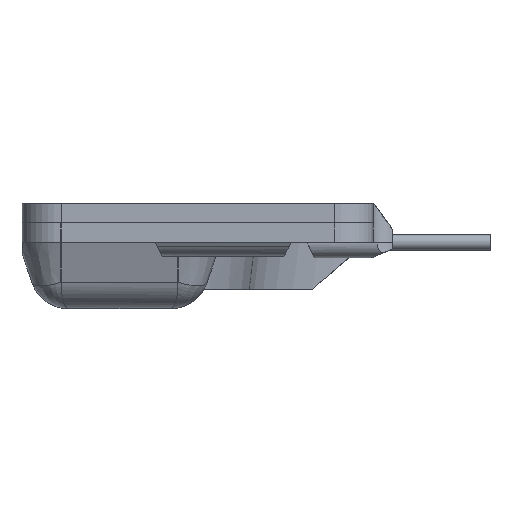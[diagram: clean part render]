
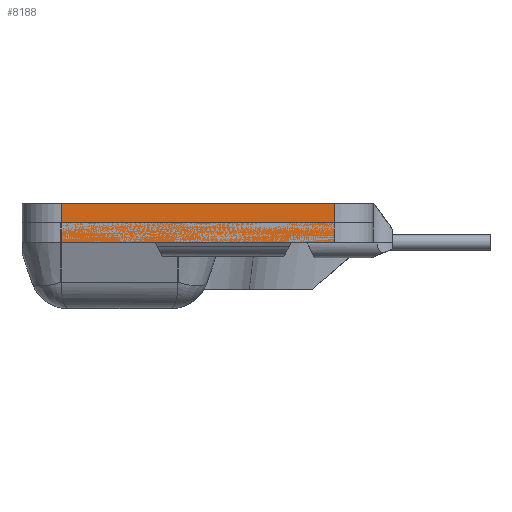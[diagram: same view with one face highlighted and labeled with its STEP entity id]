
A CAD part, left-side view. The second image highlights one B-rep face of the part: STEP entity #8188.
In plain terms, the highlighted planar face has unit normal (1, 0, 0).
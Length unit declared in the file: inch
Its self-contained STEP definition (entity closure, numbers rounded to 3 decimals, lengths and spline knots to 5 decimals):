
#182 = CARTESIAN_POINT ( 'NONE',  ( -1.45275, 0.79091, 0.10473 ) ) ;
#183 = DIRECTION ( 'NONE',  ( 0., 0., 1. ) ) ;
#457 = CARTESIAN_POINT ( 'NONE',  ( -1.45275, 0.44091, 0.15473 ) ) ;
#458 = DIRECTION ( 'NONE',  ( 0., -1., 0. ) ) ;
#791 = CARTESIAN_POINT ( 'NONE',  ( -1.45275, 0.44091, 0.05473 ) ) ;
#792 = DIRECTION ( 'NONE',  ( 0., 1., 0. ) ) ;
#2512 = VECTOR ( 'NONE', #183, 39.37008 ) ;
#2541 = VECTOR ( 'NONE', #458, 39.37008 ) ;
#7266 = CARTESIAN_POINT ( 'NONE',  ( -1.45275, 0.79091, 0.15473 ) ) ;
#8179 = EDGE_CURVE ( 'NONE', #14165, #14093, #13218, .T. ) ;
#8188 = ADVANCED_FACE ( 'NONE', ( #13225 ), #10024, .T. ) ;
#8231 = EDGE_CURVE ( 'NONE', #14164, #12181, #13252, .T. ) ;
#8259 = EDGE_CURVE ( 'NONE', #12181, #14165, #13272, .T. ) ;
#8288 = EDGE_CURVE ( 'NONE', #14093, #14164, #13301, .T. ) ;
#8804 = CARTESIAN_POINT ( 'NONE',  ( -1.45275, 0.09091, 0.05473 ) ) ;
#8875 = CARTESIAN_POINT ( 'NONE',  ( -1.45275, 0.79091, 0.05473 ) ) ;
#8876 = CARTESIAN_POINT ( 'NONE',  ( -1.45275, 0.09091, 0.15473 ) ) ;
#9703 = VECTOR ( 'NONE', #14622, 39.37008 ) ;
#9742 = AXIS2_PLACEMENT_3D ( 'NONE', #10025, #10026, #10027 ) ;
#10024 = PLANE ( 'NONE',  #9742 ) ;
#10025 = CARTESIAN_POINT ( 'NONE',  ( -1.45275, 0.09091, 0.15473 ) ) ;
#10026 = DIRECTION ( 'NONE',  ( 1., 0., 0. ) ) ;
#10027 = DIRECTION ( 'NONE',  ( 0., 0., -1. ) ) ;
#10191 = VECTOR ( 'NONE', #792, 39.37008 ) ;
#12003 = ORIENTED_EDGE ( 'NONE', *, *, #8288, .T. ) ;
#12004 = EDGE_LOOP ( 'NONE', ( #12084, #12003, #12005, #12017 ) ) ;
#12005 = ORIENTED_EDGE ( 'NONE', *, *, #8231, .T. ) ;
#12017 = ORIENTED_EDGE ( 'NONE', *, *, #8259, .T. ) ;
#12084 = ORIENTED_EDGE ( 'NONE', *, *, #8179, .T. ) ;
#12181 = VERTEX_POINT ( 'NONE', #7266 ) ;
#13218 = LINE ( 'NONE', #14748, #9703 ) ;
#13225 = FACE_OUTER_BOUND ( 'NONE', #12004, .T. ) ;
#13252 = LINE ( 'NONE', #182, #2512 ) ;
#13272 = LINE ( 'NONE', #457, #2541 ) ;
#13301 = LINE ( 'NONE', #791, #10191 ) ;
#14093 = VERTEX_POINT ( 'NONE', #8804 ) ;
#14164 = VERTEX_POINT ( 'NONE', #8875 ) ;
#14165 = VERTEX_POINT ( 'NONE', #8876 ) ;
#14622 = DIRECTION ( 'NONE',  ( 0., 0., -1. ) ) ;
#14748 = CARTESIAN_POINT ( 'NONE',  ( -1.45275, 0.09091, 0.10473 ) ) ;
